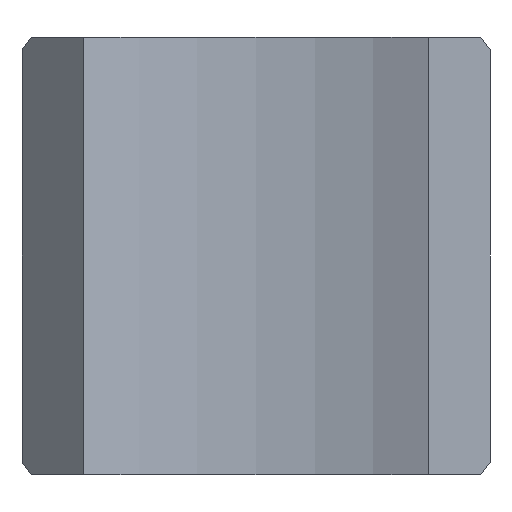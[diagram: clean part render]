
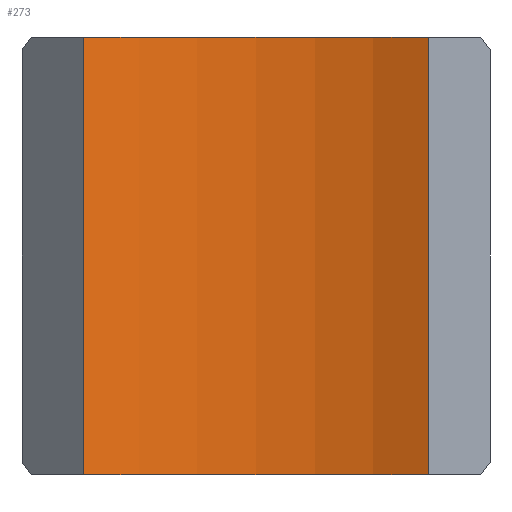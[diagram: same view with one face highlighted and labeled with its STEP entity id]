
A CAD part, front view. The second image highlights one B-rep face of the part: STEP entity #273.
In plain terms, the highlighted cylindrical face has radius 7.938 mm (diameter 15.875 mm), a partial arc.
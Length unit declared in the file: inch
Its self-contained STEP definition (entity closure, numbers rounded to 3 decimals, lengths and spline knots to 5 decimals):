
#44 = ORIENTED_EDGE ( 'NONE', *, *, #376, .F. ) ;
#68 = CARTESIAN_POINT ( 'NONE',  ( -0.13753, -0.185, 0.35 ) ) ;
#105 = VECTOR ( 'NONE', #708, 39.37008 ) ;
#136 = ORIENTED_EDGE ( 'NONE', *, *, #226, .F. ) ;
#140 = AXIS2_PLACEMENT_3D ( 'NONE', #750, #936, #951 ) ;
#153 = EDGE_LOOP ( 'NONE', ( #44, #136, #815, #492 ) ) ;
#162 = DIRECTION ( 'NONE',  ( 1., 0., 0. ) ) ;
#166 = CIRCLE ( 'NONE', #372, 0.3125 ) ;
#226 = EDGE_CURVE ( 'NONE', #911, #930, #543, .T. ) ;
#250 = VERTEX_POINT ( 'NONE', #768 ) ;
#253 = VECTOR ( 'NONE', #825, 39.37008 ) ;
#254 = CYLINDRICAL_SURFACE ( 'NONE', #140, 0.3125 ) ;
#255 = EDGE_CURVE ( 'NONE', #911, #931, #334, .T. ) ;
#273 = ADVANCED_FACE ( 'NONE', ( #595 ), #254, .F. ) ;
#316 = LINE ( 'NONE', #68, #253 ) ;
#334 = CIRCLE ( 'NONE', #977, 0.3125 ) ;
#368 = CARTESIAN_POINT ( 'NONE',  ( 0.13753, -0.185, 0.35 ) ) ;
#372 = AXIS2_PLACEMENT_3D ( 'NONE', #496, #1045, #618 ) ;
#376 = EDGE_CURVE ( 'NONE', #930, #250, #166, .T. ) ;
#492 = ORIENTED_EDGE ( 'NONE', *, *, #1068, .T. ) ;
#496 = CARTESIAN_POINT ( 'NONE',  ( 0., -0.46561, 0. ) ) ;
#543 = LINE ( 'NONE', #368, #105 ) ;
#595 = FACE_OUTER_BOUND ( 'NONE', #153, .T. ) ;
#618 = DIRECTION ( 'NONE',  ( 1., 0., 0. ) ) ;
#619 = CARTESIAN_POINT ( 'NONE',  ( 0.13753, -0.185, 0. ) ) ;
#668 = DIRECTION ( 'NONE',  ( 0., 0., 1. ) ) ;
#708 = DIRECTION ( 'NONE',  ( 0., 0., -1. ) ) ;
#750 = CARTESIAN_POINT ( 'NONE',  ( 0., -0.46561, 0.35 ) ) ;
#768 = CARTESIAN_POINT ( 'NONE',  ( -0.13753, -0.185, 0. ) ) ;
#815 = ORIENTED_EDGE ( 'NONE', *, *, #255, .T. ) ;
#825 = DIRECTION ( 'NONE',  ( 0., 0., -1. ) ) ;
#890 = CARTESIAN_POINT ( 'NONE',  ( -0.13753, -0.185, 0.35 ) ) ;
#911 = VERTEX_POINT ( 'NONE', #1054 ) ;
#927 = CARTESIAN_POINT ( 'NONE',  ( 0., -0.46561, 0.35 ) ) ;
#930 = VERTEX_POINT ( 'NONE', #619 ) ;
#931 = VERTEX_POINT ( 'NONE', #890 ) ;
#936 = DIRECTION ( 'NONE',  ( 0., 0., -1. ) ) ;
#951 = DIRECTION ( 'NONE',  ( -1., 0., 0. ) ) ;
#977 = AXIS2_PLACEMENT_3D ( 'NONE', #927, #668, #162 ) ;
#1045 = DIRECTION ( 'NONE',  ( 0., 0., 1. ) ) ;
#1054 = CARTESIAN_POINT ( 'NONE',  ( 0.13753, -0.185, 0.35 ) ) ;
#1068 = EDGE_CURVE ( 'NONE', #931, #250, #316, .T. ) ;
